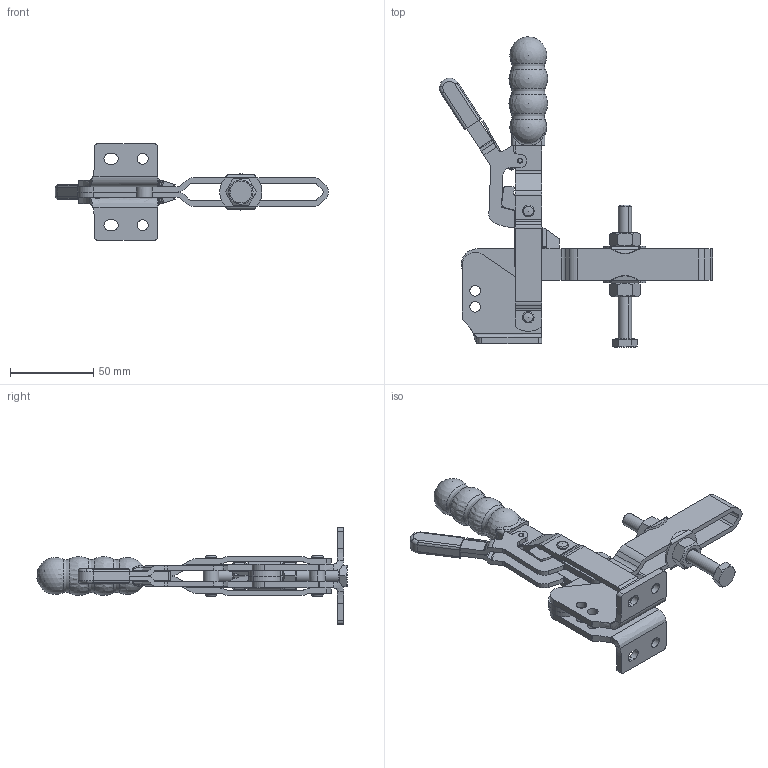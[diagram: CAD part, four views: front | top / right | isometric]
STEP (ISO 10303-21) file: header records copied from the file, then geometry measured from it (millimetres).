
FILE_DESCRIPTION((''),'2;1');
FILE_NAME('MG2UB-SL.stp','2009-11-24T14:56:55',('David'),(''),'Autodesk Inventor 8','Autodesk Inventor 8','');
FILE_SCHEMA(('AUTOMOTIVE_DESIGN { 1 0 10303 214 1 1 1 1 }'));
Length unit declared in the file: millimetre
Products named in the file (8): MG2UB-SL; MG2-SL SIDEPLATE B ASSEMBLY; MG2-SL HANDLE ASSEMBLY; MG2-SL LINK ASSEMBLY; MG2-SL U-BAR ASSEMBLY; MG2-SL LEVER ASSEMBLY; ISO 4017  (Regular Thread) M8 x 80; MG2-SL FLANGED WASHER ASSEMBLY
Assembly tree (7 placements, depth 2):
  MG2UB-SL
    MG2-SL SIDEPLATE B ASSEMBLY
    MG2-SL HANDLE ASSEMBLY
    MG2-SL LINK ASSEMBLY
    MG2-SL U-BAR ASSEMBLY
    MG2-SL LEVER ASSEMBLY
    ISO 4017  (Regular Thread) M8 x 80
    MG2-SL FLANGED WASHER ASSEMBLY
Bounding box: 164.02 x 186.3 x 57.92 mm (x, y, z)
Volume: 97021.5 mm3; surface area: 59519.1 mm2
Topology: 8 solids, 9 shells, 519 faces, 1417 edges, 929 vertices
Faces by surface type: cylinder 169, bspline 166, plane 136, cone 34, torus 8, sphere 6
Full cylindrical faces by diameter (mm): 6.35 x2
Entity records: 20981 total; most frequent: CARTESIAN_POINT 8060, ORIENTED_EDGE 2752, DIRECTION 2579, EDGE_CURVE 1376, AXIS2_PLACEMENT_3D 933, VERTEX_POINT 909, VECTOR 713, LINE 713
